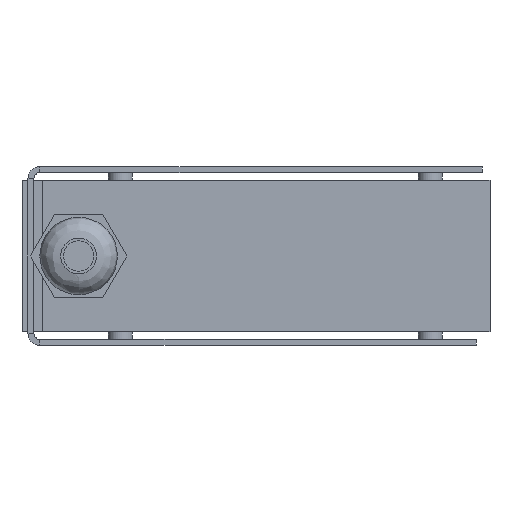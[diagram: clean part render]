
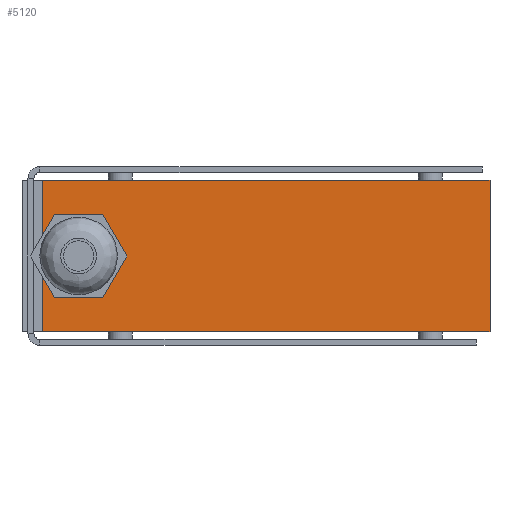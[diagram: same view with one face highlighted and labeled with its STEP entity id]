
A CAD part, left-side view. The second image highlights one B-rep face of the part: STEP entity #5120.
In plain terms, the highlighted planar face has unit normal (-1, 0, 0).
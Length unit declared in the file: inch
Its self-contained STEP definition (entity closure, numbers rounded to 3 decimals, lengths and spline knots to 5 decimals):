
#416=FACE_BOUND('',#1076,.T.);
#457=PLANE('',#5488);
#759=FACE_OUTER_BOUND('',#1075,.T.);
#1075=EDGE_LOOP('',(#4470,#4471,#4472,#4473));
#1076=EDGE_LOOP('',(#4474,#4475));
#1371=LINE('',#18225,#1705);
#1396=LINE('',#18290,#1730);
#1397=LINE('',#18293,#1731);
#1398=LINE('',#18294,#1732);
#1705=VECTOR('',#6399,0.3937);
#1730=VECTOR('',#6460,0.3937);
#1731=VECTOR('',#6463,0.3937);
#1732=VECTOR('',#6464,0.3937);
#1806=CIRCLE('',#5427,0.15748);
#1807=CIRCLE('',#5428,0.15748);
#2244=VERTEX_POINT('',#12915);
#2245=VERTEX_POINT('',#12916);
#2265=VERTEX_POINT('',#18222);
#2266=VERTEX_POINT('',#18224);
#2288=VERTEX_POINT('',#18288);
#2289=VERTEX_POINT('',#18292);
#2935=EDGE_CURVE('',#2244,#2245,#1806,.T.);
#2936=EDGE_CURVE('',#2245,#2244,#1807,.T.);
#2993=EDGE_CURVE('',#2265,#2266,#1371,.T.);
#3026=EDGE_CURVE('',#2265,#2288,#1396,.T.);
#3027=EDGE_CURVE('',#2289,#2288,#1397,.T.);
#3028=EDGE_CURVE('',#2266,#2289,#1398,.T.);
#4470=ORIENTED_EDGE('',*,*,#3026,.T.);
#4471=ORIENTED_EDGE('',*,*,#3027,.F.);
#4472=ORIENTED_EDGE('',*,*,#3028,.F.);
#4473=ORIENTED_EDGE('',*,*,#2993,.F.);
#4474=ORIENTED_EDGE('',*,*,#2935,.T.);
#4475=ORIENTED_EDGE('',*,*,#2936,.T.);
#5120=ADVANCED_FACE('',(#759,#416),#457,.T.);
#5427=AXIS2_PLACEMENT_3D('',#12917,#6301,#6302);
#5428=AXIS2_PLACEMENT_3D('',#12918,#6303,#6304);
#5488=AXIS2_PLACEMENT_3D('',#18291,#6461,#6462);
#6301=DIRECTION('center_axis',(1.,0.,0.));
#6302=DIRECTION('ref_axis',(0.,-1.,0.));
#6303=DIRECTION('center_axis',(1.,0.,0.));
#6304=DIRECTION('ref_axis',(0.,-1.,0.));
#6399=DIRECTION('',(0.,1.,0.));
#6460=DIRECTION('',(0.,0.,1.));
#6461=DIRECTION('center_axis',(-1.,0.,0.));
#6462=DIRECTION('ref_axis',(0.,-1.,0.));
#6463=DIRECTION('',(0.,-1.,0.));
#6464=DIRECTION('',(0.,0.,1.));
#12915=CARTESIAN_POINT('',(-3.,1.01378,0.));
#12916=CARTESIAN_POINT('',(-3.,1.32874,0.));
#12917=CARTESIAN_POINT('Origin',(-3.,1.17126,0.));
#12918=CARTESIAN_POINT('Origin',(-3.,1.17126,0.));
#18222=CARTESIAN_POINT('',(-3.,-1.54528,-0.5));
#18224=CARTESIAN_POINT('',(-3.,1.40748,-0.5));
#18225=CARTESIAN_POINT('',(-3.,-1.54528,-0.5));
#18288=CARTESIAN_POINT('',(-3.,-1.54528,0.5));
#18290=CARTESIAN_POINT('',(-3.,-1.54528,0.));
#18291=CARTESIAN_POINT('Origin',(-3.,1.40748,0.));
#18292=CARTESIAN_POINT('',(-3.,1.40748,0.5));
#18293=CARTESIAN_POINT('',(-3.,-1.54528,0.5));
#18294=CARTESIAN_POINT('',(-3.,1.40748,0.));
